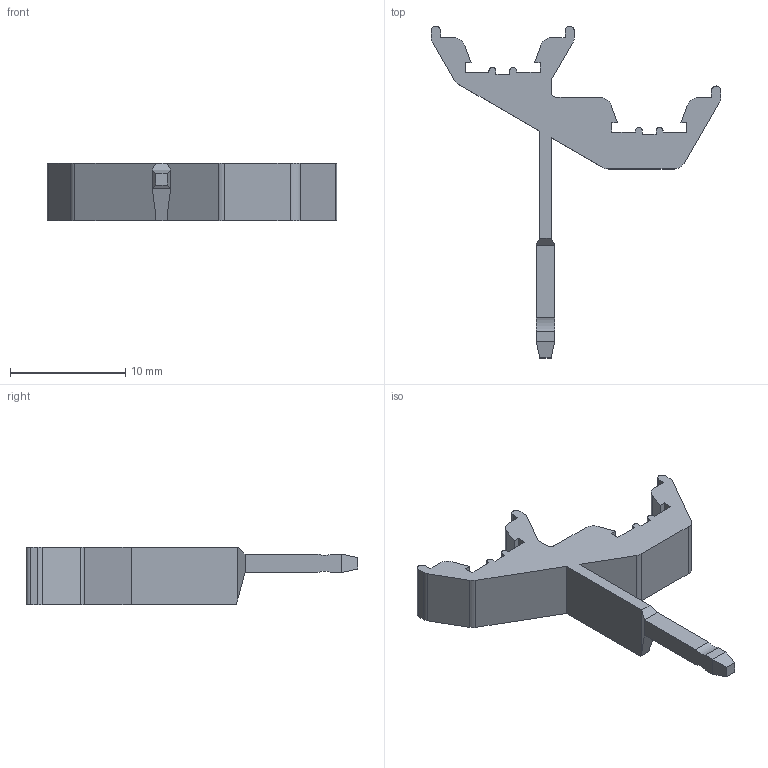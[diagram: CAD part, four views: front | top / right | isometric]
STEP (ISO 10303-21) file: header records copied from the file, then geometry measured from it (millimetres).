
FILE_DESCRIPTION((''),'2;1');
FILE_NAME('22626','2023-10-26T',('dell'),(''),'PRO/ENGINEER BY PARAMETRIC TECHNOLOGY CORPORATION, 2013230','PRO/ENGINEER BY PARAMETRIC TECHNOLOGY CORPORATION, 2013230','');
FILE_SCHEMA(('AUTOMOTIVE_DESIGN { 1 0 10303 214 1 1 1 1 }'));
Length unit declared in the file: millimetre
Products named in the file (1): 22626
Bounding box: 25.1 x 28.8 x 5 mm (x, y, z)
Volume: 565.5 mm3; surface area: 801.3 mm2
Topology: 1 solids, 1 shells, 83 faces, 235 edges, 154 vertices
Faces by surface type: plane 62, cylinder 21
Entity records: 2738 total; most frequent: CARTESIAN_POINT 474, ORIENTED_EDGE 470, DIRECTION 443, EDGE_CURVE 235, VECTOR 193, LINE 193, VERTEX_POINT 154, AXIS2_PLACEMENT_3D 125
